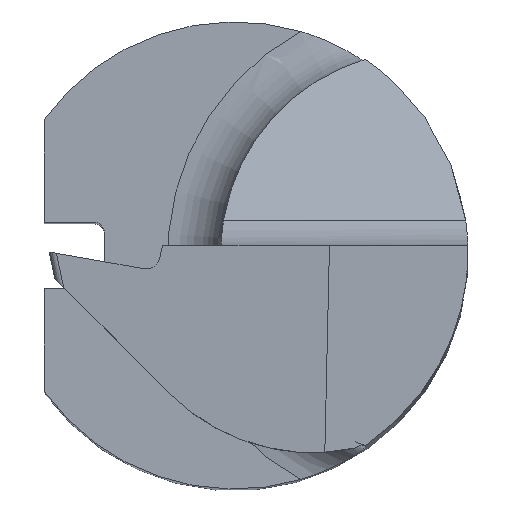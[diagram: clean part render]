
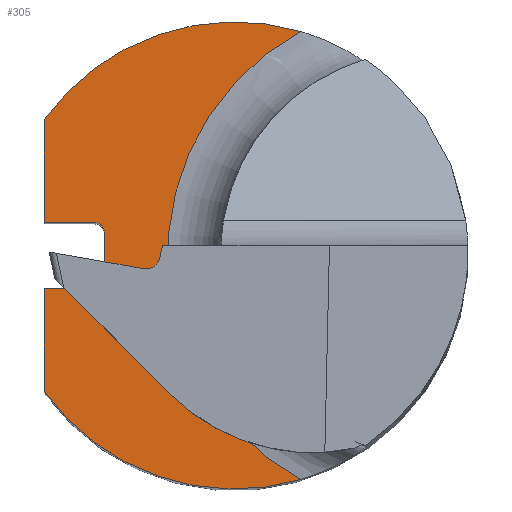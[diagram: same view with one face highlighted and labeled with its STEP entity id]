
A CAD part, top view. The second image highlights one B-rep face of the part: STEP entity #305.
In plain terms, the highlighted planar face has unit normal (0, 0, 1).
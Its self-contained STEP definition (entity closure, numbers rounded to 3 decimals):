
#10 = VECTOR ( 'NONE', #269, 1000. ) ;
#40 = LINE ( 'NONE', #925, #640 ) ;
#74 = VERTEX_POINT ( 'NONE', #585 ) ;
#99 = ORIENTED_EDGE ( 'NONE', *, *, #904, .F. ) ;
#115 = DIRECTION ( 'NONE',  ( 0., 0., 1. ) ) ;
#142 = ORIENTED_EDGE ( 'NONE', *, *, #441, .F. ) ;
#150 = DIRECTION ( 'NONE',  ( -1., 0., 0. ) ) ;
#159 = AXIS2_PLACEMENT_3D ( 'NONE', #709, #301, #861 ) ;
#202 = AXIS2_PLACEMENT_3D ( 'NONE', #206, #115, #853 ) ;
#206 = CARTESIAN_POINT ( 'NONE',  ( -2.1, -0.35, 15. ) ) ;
#213 = ORIENTED_EDGE ( 'NONE', *, *, #549, .F. ) ;
#219 = DIRECTION ( 'NONE',  ( -1., 0., 0. ) ) ;
#247 = CARTESIAN_POINT ( 'NONE',  ( -64.45, -0.5, 15. ) ) ;
#269 = DIRECTION ( 'NONE',  ( 0., 1., 0. ) ) ;
#285 = ORIENTED_EDGE ( 'NONE', *, *, #298, .T. ) ;
#286 = DIRECTION ( 'NONE',  ( 0., 0., 1. ) ) ;
#290 = ORIENTED_EDGE ( 'NONE', *, *, #584, .F. ) ;
#298 = EDGE_CURVE ( 'NONE', #626, #1032, #734, .T. ) ;
#301 = DIRECTION ( 'NONE',  ( 0., 0., 1. ) ) ;
#305 = ADVANCED_FACE ( 'NONE', ( #746 ), #567, .T. ) ;
#348 = LINE ( 'NONE', #908, #10 ) ;
#349 = ORIENTED_EDGE ( 'NONE', *, *, #1037, .F. ) ;
#362 = CARTESIAN_POINT ( 'NONE',  ( -2.85, -0.5, 15. ) ) ;
#369 = EDGE_LOOP ( 'NONE', ( #213, #99, #805, #290, #412, #142, #285, #667, #971, #349 ) ) ;
#370 = DIRECTION ( 'NONE',  ( 0., 0., -1. ) ) ;
#378 = EDGE_CURVE ( 'NONE', #978, #1032, #348, .T. ) ;
#387 = CARTESIAN_POINT ( 'NONE',  ( -64.45, 0.5, 15. ) ) ;
#396 = CARTESIAN_POINT ( 'NONE',  ( -2.85, 2.032, 15. ) ) ;
#398 = DIRECTION ( 'NONE',  ( 0., 1., 0. ) ) ;
#405 = VERTEX_POINT ( 'NONE', #692 ) ;
#412 = ORIENTED_EDGE ( 'NONE', *, *, #439, .T. ) ;
#416 = CARTESIAN_POINT ( 'NONE',  ( 0.325, -0.054, 15. ) ) ;
#428 = DIRECTION ( 'NONE',  ( -1., 0., 0. ) ) ;
#437 = AXIS2_PLACEMENT_3D ( 'NONE', #457, #370, #932 ) ;
#439 = EDGE_CURVE ( 'NONE', #832, #976, #40, .T. ) ;
#441 = EDGE_CURVE ( 'NONE', #626, #976, #559, .T. ) ;
#457 = CARTESIAN_POINT ( 'NONE',  ( 0., 0., 15. ) ) ;
#463 = DIRECTION ( 'NONE',  ( 0., 0., -1. ) ) ;
#471 = DIRECTION ( 'NONE',  ( -1., 0., 0. ) ) ;
#487 = CARTESIAN_POINT ( 'NONE',  ( -1.95, 0.35, 15. ) ) ;
#523 = AXIS2_PLACEMENT_3D ( 'NONE', #538, #463, #150 ) ;
#537 = CARTESIAN_POINT ( 'NONE',  ( 2.827, 0., 15. ) ) ;
#538 = CARTESIAN_POINT ( 'NONE',  ( 0., 0., 15. ) ) ;
#549 = EDGE_CURVE ( 'NONE', #789, #732, #744, .T. ) ;
#552 = CARTESIAN_POINT ( 'NONE',  ( 0.99, 3.357, 15. ) ) ;
#554 = CARTESIAN_POINT ( 'NONE',  ( -2.85, 2.032, 15. ) ) ;
#559 = CIRCLE ( 'NONE', #202, 0.15 ) ;
#567 = PLANE ( 'NONE',  #586 ) ;
#584 = EDGE_CURVE ( 'NONE', #832, #74, #922, .T. ) ;
#585 = CARTESIAN_POINT ( 'NONE',  ( -2.1, 0.5, 15. ) ) ;
#586 = AXIS2_PLACEMENT_3D ( 'NONE', #416, #666, #471 ) ;
#622 = VECTOR ( 'NONE', #428, 1000. ) ;
#626 = VERTEX_POINT ( 'NONE', #753 ) ;
#640 = VECTOR ( 'NONE', #835, 1000. ) ;
#657 = CIRCLE ( 'NONE', #969, 3.827 ) ;
#665 = CARTESIAN_POINT ( 'NONE',  ( -2.85, -2.032, 15. ) ) ;
#666 = DIRECTION ( 'NONE',  ( 0., 0., 1. ) ) ;
#667 = ORIENTED_EDGE ( 'NONE', *, *, #378, .F. ) ;
#685 = CARTESIAN_POINT ( 'NONE',  ( -1.95, -0.35, 15. ) ) ;
#692 = CARTESIAN_POINT ( 'NONE',  ( 0.99, -3.357, 15. ) ) ;
#709 = CARTESIAN_POINT ( 'NONE',  ( -2.1, 0.35, 15. ) ) ;
#732 = VERTEX_POINT ( 'NONE', #552 ) ;
#734 = LINE ( 'NONE', #247, #622 ) ;
#744 = CIRCLE ( 'NONE', #523, 3.5 ) ;
#746 = FACE_OUTER_BOUND ( 'NONE', #369, .T. ) ;
#753 = CARTESIAN_POINT ( 'NONE',  ( -2.1, -0.5, 15. ) ) ;
#758 = VECTOR ( 'NONE', #398, 1000. ) ;
#773 = VECTOR ( 'NONE', #219, 1000. ) ;
#789 = VERTEX_POINT ( 'NONE', #396 ) ;
#805 = ORIENTED_EDGE ( 'NONE', *, *, #920, .F. ) ;
#832 = VERTEX_POINT ( 'NONE', #487 ) ;
#835 = DIRECTION ( 'NONE',  ( 0., -1., 0. ) ) ;
#853 = DIRECTION ( 'NONE',  ( -1., 0., 0. ) ) ;
#857 = LINE ( 'NONE', #554, #758 ) ;
#860 = DIRECTION ( 'NONE',  ( -1., 0., 0. ) ) ;
#861 = DIRECTION ( 'NONE',  ( -1., 0., 0. ) ) ;
#867 = CARTESIAN_POINT ( 'NONE',  ( -2.85, 0.5, 15. ) ) ;
#876 = CIRCLE ( 'NONE', #437, 3.5 ) ;
#904 = EDGE_CURVE ( 'NONE', #963, #789, #857, .T. ) ;
#908 = CARTESIAN_POINT ( 'NONE',  ( -2.85, 2.032, 15. ) ) ;
#920 = EDGE_CURVE ( 'NONE', #74, #963, #935, .T. ) ;
#922 = CIRCLE ( 'NONE', #159, 0.15 ) ;
#925 = CARTESIAN_POINT ( 'NONE',  ( -1.95, 0.5, 15. ) ) ;
#932 = DIRECTION ( 'NONE',  ( -1., 0., 0. ) ) ;
#935 = LINE ( 'NONE', #387, #773 ) ;
#963 = VERTEX_POINT ( 'NONE', #867 ) ;
#969 = AXIS2_PLACEMENT_3D ( 'NONE', #537, #286, #860 ) ;
#971 = ORIENTED_EDGE ( 'NONE', *, *, #994, .F. ) ;
#976 = VERTEX_POINT ( 'NONE', #685 ) ;
#978 = VERTEX_POINT ( 'NONE', #665 ) ;
#994 = EDGE_CURVE ( 'NONE', #405, #978, #876, .T. ) ;
#1032 = VERTEX_POINT ( 'NONE', #362 ) ;
#1037 = EDGE_CURVE ( 'NONE', #732, #405, #657, .T. ) ;
